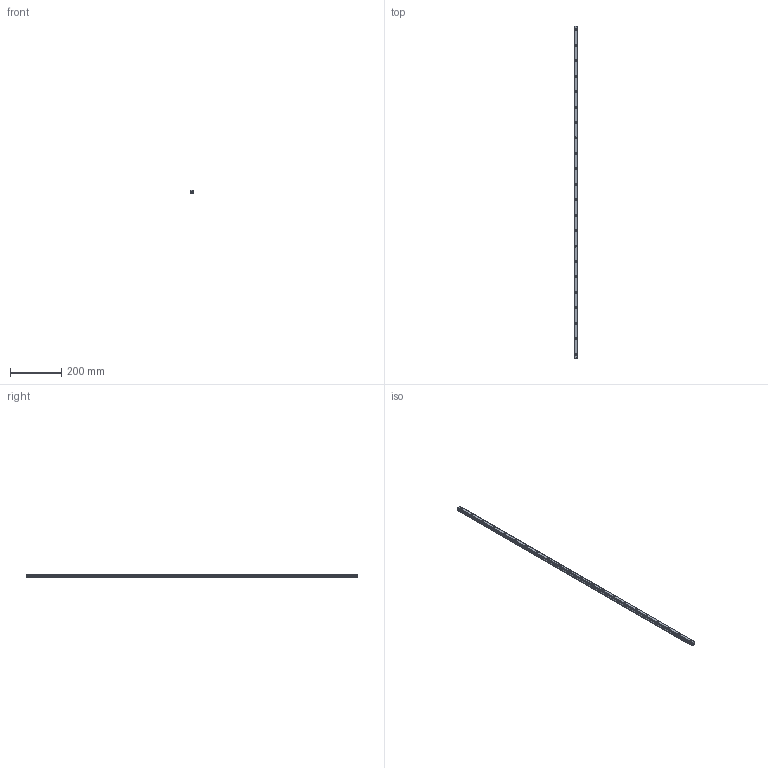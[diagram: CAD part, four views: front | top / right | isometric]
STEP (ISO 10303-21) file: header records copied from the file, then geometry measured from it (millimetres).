
FILE_DESCRIPTION(('STEP AP214'),'1');
FILE_NAME('cctmp_4AA6C078-EB52-4BCA-8D76-7E5A4521B105_2020_5_5_15_8_0_875..stp','2020-05-05T13:08:01',('HIWIN GmbH'),('CADClick - www.CADClick.com'),'Spatial InterOp 3D',' ','unknown authorization');
FILE_SCHEMA(('AUTOMOTIVE_DESIGN'));
Length unit declared in the file: millimetre
Products named in the file (1): HGR15R1290H_FILE
Bounding box: 15 x 1290 x 15 mm (x, y, z)
Volume: 236831.4 mm3; surface area: 86248 mm2
Topology: 1 solids, 1 shells, 313 faces, 723 edges, 482 vertices
Faces by surface type: cylinder 158, plane 155
Entity records: 11521 total; most frequent: DIRECTION 1667, CARTESIAN_POINT 1519, ORIENTED_EDGE 1446, EDGE_CURVE 723, AXIS2_PLACEMENT_3D 630, VERTEX_POINT 482, LINE 407, VECTOR 407
